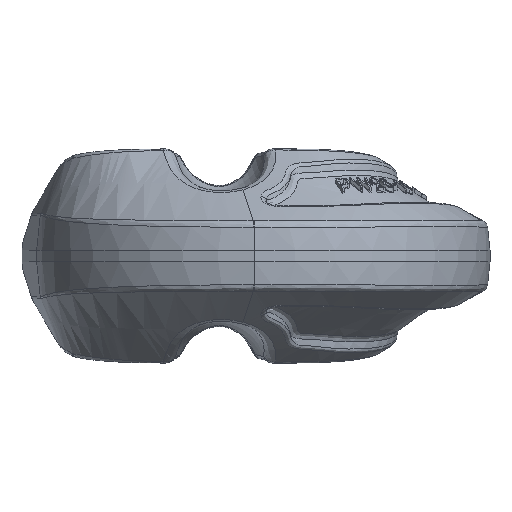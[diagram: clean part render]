
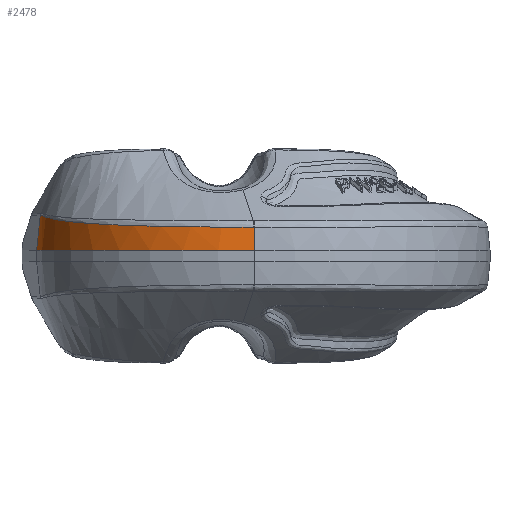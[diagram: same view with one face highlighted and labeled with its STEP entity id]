
A CAD part, front view. The second image highlights one B-rep face of the part: STEP entity #2478.
In plain terms, the highlighted conical face has half-angle 6 degrees and reference radius 91 mm.
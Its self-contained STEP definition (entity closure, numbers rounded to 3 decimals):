
#860=CONICAL_SURFACE('',#8706,91.,6.);
#1152=CIRCLE('',#8705,91.);
#1501=LINE('',#16830,#1721);
#1502=LINE('',#16834,#1722);
#1721=VECTOR('',#9253,1.);
#1722=VECTOR('',#9256,1.);
#2017=FACE_OUTER_BOUND('',#3028,.T.);
#2478=ADVANCED_FACE('',(#2017),#860,.T.);
#3028=EDGE_LOOP('',(#3856,#3857,#3858,#3859,#3860));
#3856=ORIENTED_EDGE('',*,*,#6856,.T.);
#3857=ORIENTED_EDGE('',*,*,#6857,.T.);
#3858=ORIENTED_EDGE('',*,*,#6858,.T.);
#3859=ORIENTED_EDGE('',*,*,#6859,.T.);
#3860=ORIENTED_EDGE('',*,*,#6860,.F.);
#6072=VERTEX_POINT('',#16805);
#6073=VERTEX_POINT('',#16806);
#6074=VERTEX_POINT('',#16829);
#6075=VERTEX_POINT('',#16831);
#6076=VERTEX_POINT('',#16833);
#6856=EDGE_CURVE('',#6072,#6073,#7958,.T.);
#6857=EDGE_CURVE('',#6073,#6074,#7959,.T.);
#6858=EDGE_CURVE('',#6074,#6075,#1501,.T.);
#6859=EDGE_CURVE('',#6075,#6076,#1152,.T.);
#6860=EDGE_CURVE('',#6072,#6076,#1502,.T.);
#7958=B_SPLINE_CURVE_WITH_KNOTS('',3,(#16801,#16802,#16803,#16804),
 .UNSPECIFIED.,.F.,.F.,(4,4),(0.,1.),.UNSPECIFIED.);
#7959=B_SPLINE_CURVE_WITH_KNOTS('',3,(#16807,#16808,#16809,#16810,#16811,
#16812,#16813,#16814,#16815,#16816,#16817,#16818,#16819,#16820,#16821,#16822,
#16823,#16824,#16825,#16826,#16827,#16828),.UNSPECIFIED.,.F.,.F.,(4,2,2,
2,2,2,2,2,2,2,4),(0.,0.125,0.25,0.375,0.5,0.625,
0.75,0.875,0.938,0.969,
1.),.UNSPECIFIED.);
#8705=AXIS2_PLACEMENT_3D('',#16832,#9254,#9255);
#8706=AXIS2_PLACEMENT_3D('',#16835,#9257,#9258);
#9253=DIRECTION('',(-0.104,-0.007,-0.995));
#9254=DIRECTION('',(0.,0.,1.));
#9255=DIRECTION('',(1.,0.,0.));
#9256=DIRECTION('',(0.,-0.105,-0.995));
#9257=DIRECTION('',(0.,0.,-1.));
#9258=DIRECTION('',(1.,0.,0.));
#16801=CARTESIAN_POINT('',(20.682,-251.901,11.959));
#16802=CARTESIAN_POINT('',(20.494,-251.901,11.96));
#16803=CARTESIAN_POINT('',(20.306,-251.9,11.96));
#16804=CARTESIAN_POINT('',(20.118,-251.899,11.961));
#16805=CARTESIAN_POINT('',(20.682,-251.901,11.959));
#16806=CARTESIAN_POINT('',(20.118,-251.899,11.961));
#16807=CARTESIAN_POINT('',(20.118,-251.899,11.961));
#16808=CARTESIAN_POINT('',(14.466,-251.861,11.983));
#16809=CARTESIAN_POINT('',(8.909,-251.295,12.015));
#16810=CARTESIAN_POINT('',(-2.027,-249.15,12.11));
#16811=CARTESIAN_POINT('',(-7.453,-247.55,12.174));
#16812=CARTESIAN_POINT('',(-17.883,-243.368,12.341));
#16813=CARTESIAN_POINT('',(-22.839,-240.817,12.444));
#16814=CARTESIAN_POINT('',(-32.24,-234.81,12.716));
#16815=CARTESIAN_POINT('',(-36.724,-231.31,12.899));
#16816=CARTESIAN_POINT('',(-44.852,-223.627,13.331));
#16817=CARTESIAN_POINT('',(-48.522,-219.442,13.573));
#16818=CARTESIAN_POINT('',(-55.074,-210.383,14.129));
#16819=CARTESIAN_POINT('',(-57.954,-205.484,14.45));
#16820=CARTESIAN_POINT('',(-62.667,-195.396,15.197));
#16821=CARTESIAN_POINT('',(-64.538,-190.161,15.633));
#16822=CARTESIAN_POINT('',(-66.615,-182.014,16.273));
#16823=CARTESIAN_POINT('',(-67.184,-179.246,16.486));
#16824=CARTESIAN_POINT('',(-67.844,-175.08,16.735));
#16825=CARTESIAN_POINT('',(-68.033,-173.686,16.804));
#16826=CARTESIAN_POINT('',(-68.351,-170.887,16.885));
#16827=CARTESIAN_POINT('',(-68.484,-169.482,16.868));
#16828=CARTESIAN_POINT('',(-68.579,-168.072,16.89));
#16829=CARTESIAN_POINT('',(-68.579,-168.072,16.89));
#16830=CARTESIAN_POINT('',(-70.102,-168.178,2.364));
#16831=CARTESIAN_POINT('',(-70.102,-168.178,2.364));
#16832=CARTESIAN_POINT('',(20.682,-161.909,2.364));
#16833=CARTESIAN_POINT('',(20.682,-252.909,2.364));
#16834=CARTESIAN_POINT('',(20.682,-252.909,2.364));
#16835=CARTESIAN_POINT('',(20.682,-161.909,2.364));
